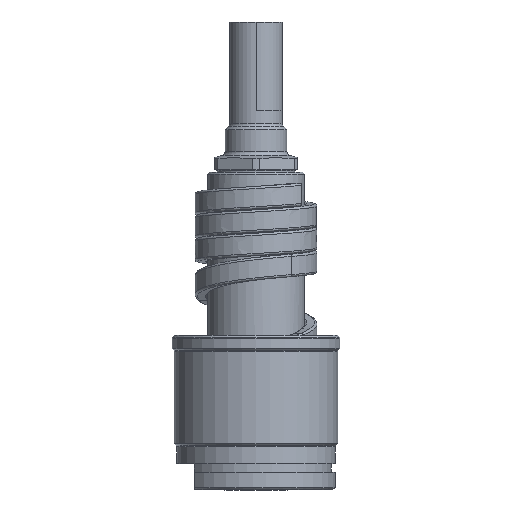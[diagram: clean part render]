
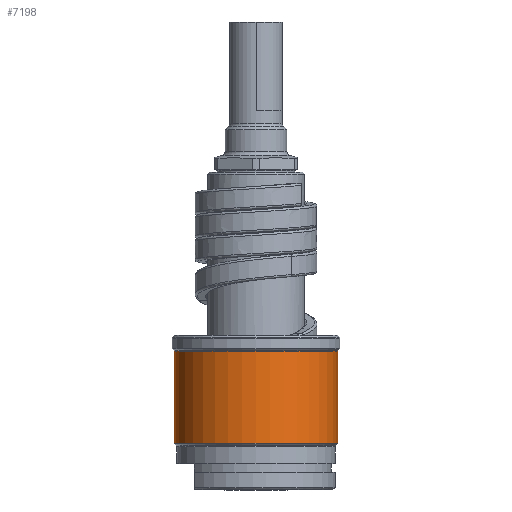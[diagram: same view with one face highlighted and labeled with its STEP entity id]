
A CAD part, front view. The second image highlights one B-rep face of the part: STEP entity #7198.
In plain terms, the highlighted cylindrical face has radius 18.5 mm (diameter 37 mm), a partial arc.
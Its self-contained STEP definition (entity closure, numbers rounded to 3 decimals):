
#813=CARTESIAN_POINT('',(0.,0.,10.583));
#814=DIRECTION('',(0.,0.,1.));
#815=DIRECTION('',(-1.,0.,0.));
#816=AXIS2_PLACEMENT_3D('',#813,#814,#815);
#818=DIRECTION('',(0.,0.,-1.));
#819=VECTOR('',#818,20.834);
#820=CARTESIAN_POINT('',(-18.5,0.,31.417));
#821=LINE('',#820,#819);
#822=CARTESIAN_POINT('',(0.,0.,31.417));
#823=DIRECTION('',(0.,0.,1.));
#824=DIRECTION('',(-1.,0.,0.));
#825=AXIS2_PLACEMENT_3D('',#822,#823,#824);
#827=DIRECTION('',(0.,0.,-1.));
#828=VECTOR('',#827,20.834);
#829=CARTESIAN_POINT('',(18.5,0.,31.417));
#830=LINE('',#829,#828);
#5537=CARTESIAN_POINT('',(18.5,0.,31.417));
#5538=CARTESIAN_POINT('',(-18.5,0.,31.417));
#5539=VERTEX_POINT('',#5537);
#5540=VERTEX_POINT('',#5538);
#5563=CARTESIAN_POINT('',(18.5,0.,10.583));
#5564=VERTEX_POINT('',#5563);
#5565=CARTESIAN_POINT('',(-18.5,0.,10.583));
#5566=VERTEX_POINT('',#5565);
#7186=CARTESIAN_POINT('',(0.,0.,8.75));
#7187=DIRECTION('',(0.,0.,1.));
#7188=DIRECTION('',(-1.,0.,0.));
#7189=AXIS2_PLACEMENT_3D('',#7186,#7187,#7188);
#7190=CYLINDRICAL_SURFACE('',#7189,18.5);
#7191=ORIENTED_EDGE('',*,*,#7158,.F.);
#7192=ORIENTED_EDGE('',*,*,#7176,.F.);
#7194=ORIENTED_EDGE('',*,*,#7193,.T.);
#7195=ORIENTED_EDGE('',*,*,#7172,.T.);
#7196=EDGE_LOOP('',(#7191,#7192,#7194,#7195));
#7197=FACE_OUTER_BOUND('',#7196,.F.);
#817=CIRCLE('',#816,18.5);
#826=CIRCLE('',#825,18.5);
#7158=EDGE_CURVE('',#5566,#5564,#817,.T.);
#7172=EDGE_CURVE('',#5539,#5564,#830,.T.);
#7176=EDGE_CURVE('',#5540,#5566,#821,.T.);
#7193=EDGE_CURVE('',#5540,#5539,#826,.T.);
#7198=ADVANCED_FACE('',(#7197),#7190,.T.);
